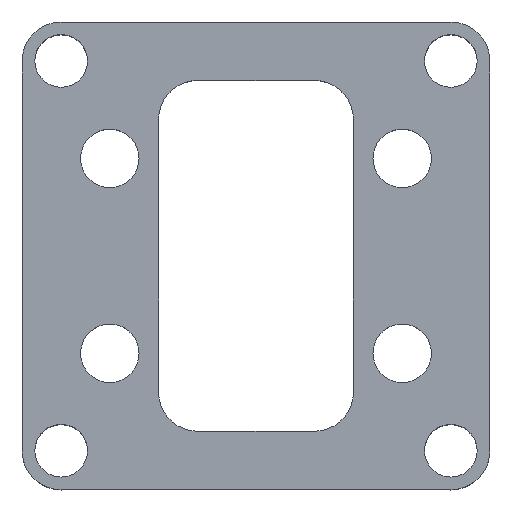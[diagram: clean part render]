
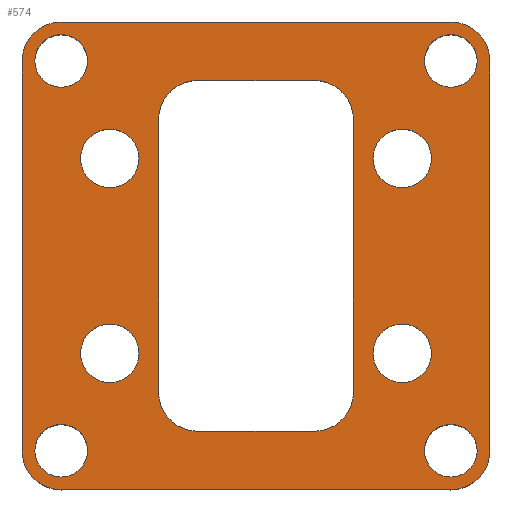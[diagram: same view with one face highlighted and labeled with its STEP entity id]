
A CAD part, top view. The second image highlights one B-rep face of the part: STEP entity #574.
In plain terms, the highlighted planar face has unit normal (0, 0, 1).
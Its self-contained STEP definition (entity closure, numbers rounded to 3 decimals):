
#23=FACE_BOUND('',#93,.T.);
#24=FACE_BOUND('',#94,.T.);
#25=FACE_BOUND('',#95,.T.);
#26=FACE_BOUND('',#96,.T.);
#27=FACE_BOUND('',#97,.T.);
#28=FACE_BOUND('',#98,.T.);
#29=FACE_BOUND('',#99,.T.);
#30=FACE_BOUND('',#100,.T.);
#31=FACE_BOUND('',#101,.T.);
#37=PLANE('',#641);
#54=FACE_OUTER_BOUND('',#92,.T.);
#92=EDGE_LOOP('',(#427,#428,#429,#430,#431,#432,#433,#434));
#93=EDGE_LOOP('',(#435));
#94=EDGE_LOOP('',(#436));
#95=EDGE_LOOP('',(#437));
#96=EDGE_LOOP('',(#438));
#97=EDGE_LOOP('',(#439));
#98=EDGE_LOOP('',(#440));
#99=EDGE_LOOP('',(#441));
#100=EDGE_LOOP('',(#442));
#101=EDGE_LOOP('',(#443,#444,#445,#446,#447,#448,#449,#450));
#136=LINE('',#937,#180);
#137=LINE('',#941,#181);
#138=LINE('',#945,#182);
#139=LINE('',#949,#183);
#140=LINE('',#963,#184);
#141=LINE('',#967,#185);
#142=LINE('',#971,#186);
#143=LINE('',#975,#187);
#180=VECTOR('',#754,10.);
#181=VECTOR('',#757,10.);
#182=VECTOR('',#760,10.);
#183=VECTOR('',#763,10.);
#184=VECTOR('',#776,10.);
#185=VECTOR('',#779,10.);
#186=VECTOR('',#782,10.);
#187=VECTOR('',#785,10.);
#214=CIRCLE('',#613,1.35);
#217=CIRCLE('',#618,1.35);
#234=CIRCLE('',#638,1.35);
#236=CIRCLE('',#642,2.);
#237=CIRCLE('',#643,2.);
#238=CIRCLE('',#644,2.);
#239=CIRCLE('',#645,2.);
#240=CIRCLE('',#646,1.35);
#241=CIRCLE('',#647,1.5);
#242=CIRCLE('',#648,1.5);
#243=CIRCLE('',#649,1.5);
#244=CIRCLE('',#650,1.5);
#245=CIRCLE('',#651,2.);
#246=CIRCLE('',#652,2.);
#247=CIRCLE('',#653,2.);
#248=CIRCLE('',#654,2.);
#252=VERTEX_POINT('',#865);
#255=VERTEX_POINT('',#874);
#280=VERTEX_POINT('',#928);
#282=VERTEX_POINT('',#935);
#283=VERTEX_POINT('',#936);
#284=VERTEX_POINT('',#938);
#285=VERTEX_POINT('',#940);
#286=VERTEX_POINT('',#942);
#287=VERTEX_POINT('',#944);
#288=VERTEX_POINT('',#946);
#289=VERTEX_POINT('',#948);
#290=VERTEX_POINT('',#951);
#291=VERTEX_POINT('',#953);
#292=VERTEX_POINT('',#955);
#293=VERTEX_POINT('',#957);
#294=VERTEX_POINT('',#959);
#295=VERTEX_POINT('',#961);
#296=VERTEX_POINT('',#962);
#297=VERTEX_POINT('',#964);
#298=VERTEX_POINT('',#966);
#299=VERTEX_POINT('',#968);
#300=VERTEX_POINT('',#970);
#301=VERTEX_POINT('',#972);
#302=VERTEX_POINT('',#974);
#307=EDGE_CURVE('',#252,#252,#214,.T.);
#311=EDGE_CURVE('',#255,#255,#217,.T.);
#337=EDGE_CURVE('',#280,#280,#234,.T.);
#339=EDGE_CURVE('',#282,#283,#136,.T.);
#340=EDGE_CURVE('',#282,#284,#236,.T.);
#341=EDGE_CURVE('',#285,#284,#137,.T.);
#342=EDGE_CURVE('',#285,#286,#237,.T.);
#343=EDGE_CURVE('',#287,#286,#138,.T.);
#344=EDGE_CURVE('',#287,#288,#238,.T.);
#345=EDGE_CURVE('',#289,#288,#139,.T.);
#346=EDGE_CURVE('',#289,#283,#239,.T.);
#347=EDGE_CURVE('',#290,#290,#240,.T.);
#348=EDGE_CURVE('',#291,#291,#241,.T.);
#349=EDGE_CURVE('',#292,#292,#242,.T.);
#350=EDGE_CURVE('',#293,#293,#243,.T.);
#351=EDGE_CURVE('',#294,#294,#244,.T.);
#352=EDGE_CURVE('',#295,#296,#140,.T.);
#353=EDGE_CURVE('',#296,#297,#245,.T.);
#354=EDGE_CURVE('',#297,#298,#141,.T.);
#355=EDGE_CURVE('',#298,#299,#246,.T.);
#356=EDGE_CURVE('',#299,#300,#142,.T.);
#357=EDGE_CURVE('',#300,#301,#247,.T.);
#358=EDGE_CURVE('',#301,#302,#143,.T.);
#359=EDGE_CURVE('',#302,#295,#248,.T.);
#427=ORIENTED_EDGE('',*,*,#339,.F.);
#428=ORIENTED_EDGE('',*,*,#340,.T.);
#429=ORIENTED_EDGE('',*,*,#341,.F.);
#430=ORIENTED_EDGE('',*,*,#342,.T.);
#431=ORIENTED_EDGE('',*,*,#343,.F.);
#432=ORIENTED_EDGE('',*,*,#344,.T.);
#433=ORIENTED_EDGE('',*,*,#345,.F.);
#434=ORIENTED_EDGE('',*,*,#346,.T.);
#435=ORIENTED_EDGE('',*,*,#311,.T.);
#436=ORIENTED_EDGE('',*,*,#337,.T.);
#437=ORIENTED_EDGE('',*,*,#347,.T.);
#438=ORIENTED_EDGE('',*,*,#307,.T.);
#439=ORIENTED_EDGE('',*,*,#348,.F.);
#440=ORIENTED_EDGE('',*,*,#349,.F.);
#441=ORIENTED_EDGE('',*,*,#350,.F.);
#442=ORIENTED_EDGE('',*,*,#351,.F.);
#443=ORIENTED_EDGE('',*,*,#352,.T.);
#444=ORIENTED_EDGE('',*,*,#353,.T.);
#445=ORIENTED_EDGE('',*,*,#354,.T.);
#446=ORIENTED_EDGE('',*,*,#355,.T.);
#447=ORIENTED_EDGE('',*,*,#356,.T.);
#448=ORIENTED_EDGE('',*,*,#357,.T.);
#449=ORIENTED_EDGE('',*,*,#358,.T.);
#450=ORIENTED_EDGE('',*,*,#359,.T.);
#574=ADVANCED_FACE('',(#54,#23,#24,#25,#26,#27,#28,#29,#30,#31),#37,.T.);
#613=AXIS2_PLACEMENT_3D('',#867,#686,#687);
#618=AXIS2_PLACEMENT_3D('',#876,#697,#698);
#638=AXIS2_PLACEMENT_3D('',#930,#746,#747);
#641=AXIS2_PLACEMENT_3D('',#934,#752,#753);
#642=AXIS2_PLACEMENT_3D('',#939,#755,#756);
#643=AXIS2_PLACEMENT_3D('',#943,#758,#759);
#644=AXIS2_PLACEMENT_3D('',#947,#761,#762);
#645=AXIS2_PLACEMENT_3D('',#950,#764,#765);
#646=AXIS2_PLACEMENT_3D('',#952,#766,#767);
#647=AXIS2_PLACEMENT_3D('',#954,#768,#769);
#648=AXIS2_PLACEMENT_3D('',#956,#770,#771);
#649=AXIS2_PLACEMENT_3D('',#958,#772,#773);
#650=AXIS2_PLACEMENT_3D('',#960,#774,#775);
#651=AXIS2_PLACEMENT_3D('',#965,#777,#778);
#652=AXIS2_PLACEMENT_3D('',#969,#780,#781);
#653=AXIS2_PLACEMENT_3D('',#973,#783,#784);
#654=AXIS2_PLACEMENT_3D('',#976,#786,#787);
#686=DIRECTION('center_axis',(0.,0.,-1.));
#687=DIRECTION('ref_axis',(1.,0.,0.));
#697=DIRECTION('center_axis',(0.,0.,-1.));
#698=DIRECTION('ref_axis',(1.,0.,0.));
#746=DIRECTION('center_axis',(0.,0.,-1.));
#747=DIRECTION('ref_axis',(1.,0.,0.));
#752=DIRECTION('center_axis',(0.,0.,1.));
#753=DIRECTION('ref_axis',(1.,0.,0.));
#754=DIRECTION('',(0.,-1.,0.));
#755=DIRECTION('center_axis',(0.,0.,1.));
#756=DIRECTION('ref_axis',(1.,0.,0.));
#757=DIRECTION('',(1.,0.,0.));
#758=DIRECTION('center_axis',(0.,0.,1.));
#759=DIRECTION('ref_axis',(1.,0.,0.));
#760=DIRECTION('',(0.,1.,0.));
#761=DIRECTION('center_axis',(0.,0.,1.));
#762=DIRECTION('ref_axis',(1.,0.,0.));
#763=DIRECTION('',(-1.,0.,0.));
#764=DIRECTION('center_axis',(0.,0.,1.));
#765=DIRECTION('ref_axis',(1.,0.,0.));
#766=DIRECTION('center_axis',(0.,0.,-1.));
#767=DIRECTION('ref_axis',(1.,0.,0.));
#768=DIRECTION('center_axis',(0.,0.,1.));
#769=DIRECTION('ref_axis',(1.,0.,0.));
#770=DIRECTION('center_axis',(0.,0.,1.));
#771=DIRECTION('ref_axis',(1.,0.,0.));
#772=DIRECTION('center_axis',(0.,0.,1.));
#773=DIRECTION('ref_axis',(1.,0.,0.));
#774=DIRECTION('center_axis',(0.,0.,1.));
#775=DIRECTION('ref_axis',(1.,0.,0.));
#776=DIRECTION('',(-1.,0.,0.));
#777=DIRECTION('center_axis',(0.,0.,-1.));
#778=DIRECTION('ref_axis',(-1.,0.,0.));
#779=DIRECTION('',(0.,1.,0.));
#780=DIRECTION('center_axis',(0.,0.,-1.));
#781=DIRECTION('ref_axis',(0.,1.,0.));
#782=DIRECTION('',(1.,0.,0.));
#783=DIRECTION('center_axis',(0.,0.,-1.));
#784=DIRECTION('ref_axis',(1.,0.,0.));
#785=DIRECTION('',(0.,-1.,0.));
#786=DIRECTION('center_axis',(0.,0.,-1.));
#787=DIRECTION('ref_axis',(0.,-1.,0.));
#865=CARTESIAN_POINT('',(175.152,175.523,286.544));
#867=CARTESIAN_POINT('Origin',(176.502,175.523,286.544));
#874=CARTESIAN_POINT('',(155.152,175.523,286.544));
#876=CARTESIAN_POINT('Origin',(156.502,175.523,286.544));
#928=CARTESIAN_POINT('',(175.152,195.523,286.544));
#930=CARTESIAN_POINT('Origin',(176.502,195.523,286.544));
#934=CARTESIAN_POINT('Origin',(176.502,195.523,286.544));
#935=CARTESIAN_POINT('',(178.502,195.523,286.544));
#936=CARTESIAN_POINT('',(178.502,175.523,286.544));
#937=CARTESIAN_POINT('',(178.502,195.523,286.544));
#938=CARTESIAN_POINT('',(176.502,197.523,286.544));
#939=CARTESIAN_POINT('Origin',(176.502,195.523,286.544));
#940=CARTESIAN_POINT('',(156.502,197.523,286.544));
#941=CARTESIAN_POINT('',(156.502,197.523,286.544));
#942=CARTESIAN_POINT('',(154.502,195.523,286.544));
#943=CARTESIAN_POINT('Origin',(156.502,195.523,286.544));
#944=CARTESIAN_POINT('',(154.502,175.523,286.544));
#945=CARTESIAN_POINT('',(154.502,175.523,286.544));
#946=CARTESIAN_POINT('',(156.502,173.523,286.544));
#947=CARTESIAN_POINT('Origin',(156.502,175.523,286.544));
#948=CARTESIAN_POINT('',(176.502,173.523,286.544));
#949=CARTESIAN_POINT('',(176.502,173.523,286.544));
#950=CARTESIAN_POINT('Origin',(176.502,175.523,286.544));
#951=CARTESIAN_POINT('',(155.152,195.523,286.544));
#952=CARTESIAN_POINT('Origin',(156.502,195.523,286.544));
#953=CARTESIAN_POINT('',(157.502,190.523,286.544));
#954=CARTESIAN_POINT('Origin',(159.002,190.523,286.544));
#955=CARTESIAN_POINT('',(172.502,190.523,286.544));
#956=CARTESIAN_POINT('Origin',(174.002,190.523,286.544));
#957=CARTESIAN_POINT('',(172.502,180.523,286.544));
#958=CARTESIAN_POINT('Origin',(174.002,180.523,286.544));
#959=CARTESIAN_POINT('',(157.502,180.523,286.544));
#960=CARTESIAN_POINT('Origin',(159.002,180.523,286.544));
#961=CARTESIAN_POINT('',(169.502,176.523,286.544));
#962=CARTESIAN_POINT('',(163.502,176.523,286.544));
#963=CARTESIAN_POINT('',(173.002,176.523,286.544));
#964=CARTESIAN_POINT('',(161.502,178.523,286.544));
#965=CARTESIAN_POINT('Origin',(163.502,178.523,286.544));
#966=CARTESIAN_POINT('',(161.502,192.523,286.544));
#967=CARTESIAN_POINT('',(161.502,187.023,286.544));
#968=CARTESIAN_POINT('',(163.502,194.523,286.544));
#969=CARTESIAN_POINT('Origin',(163.502,192.523,286.544));
#970=CARTESIAN_POINT('',(169.502,194.523,286.544));
#971=CARTESIAN_POINT('',(170.002,194.523,286.544));
#972=CARTESIAN_POINT('',(171.502,192.523,286.544));
#973=CARTESIAN_POINT('Origin',(169.502,192.523,286.544));
#974=CARTESIAN_POINT('',(171.502,178.523,286.544));
#975=CARTESIAN_POINT('',(171.502,194.023,286.544));
#976=CARTESIAN_POINT('Origin',(169.502,178.523,286.544));
